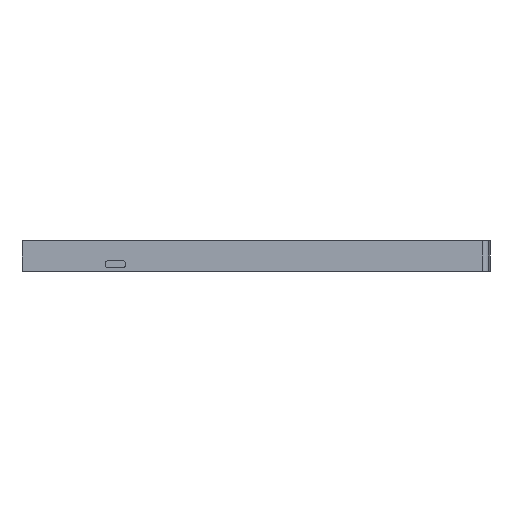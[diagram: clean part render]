
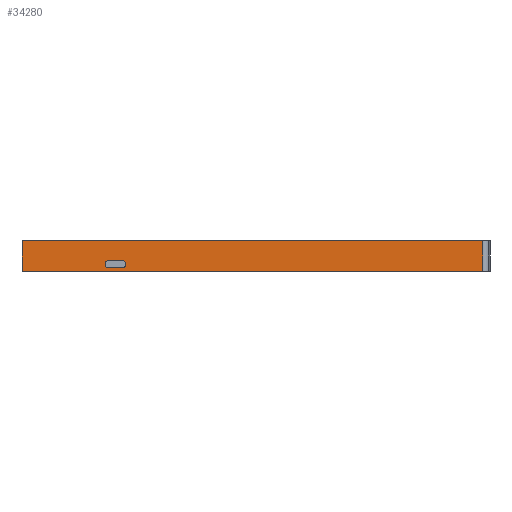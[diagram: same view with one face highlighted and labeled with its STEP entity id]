
A CAD part, front view. The second image highlights one B-rep face of the part: STEP entity #34280.
In plain terms, the highlighted face is planar.
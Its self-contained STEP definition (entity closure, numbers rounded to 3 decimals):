
#45=CIRCLE('',#35986,1.27);
#46=CIRCLE('',#35989,1.27);
#47=CIRCLE('',#35993,1.27);
#48=CIRCLE('',#35996,1.27);
#55=FACE_BOUND('',#2049,.T.);
#324=FACE_OUTER_BOUND('',#2048,.T.);
#2048=EDGE_LOOP('',(#22895,#22896,#22897,#22898));
#2049=EDGE_LOOP('',(#22899,#22900,#22901,#22902,#22903,#22904,#22905,#22906));
#3921=LINE('',#46188,#8943);
#4049=LINE('',#46445,#9071);
#4078=LINE('',#46516,#9100);
#4081=LINE('',#46524,#9103);
#4083=LINE('',#46529,#9105);
#4085=LINE('',#46535,#9107);
#4089=LINE('',#46548,#9111);
#4236=LINE('',#47028,#9258);
#8943=VECTOR('',#37698,10.);
#9071=VECTOR('',#37848,10.);
#9100=VECTOR('',#37913,10.);
#9103=VECTOR('',#37922,10.);
#9105=VECTOR('',#37926,10.);
#9107=VECTOR('',#37934,10.);
#9111=VECTOR('',#37948,10.);
#9258=VECTOR('',#38149,10.);
#13965=VERTEX_POINT('',#46186);
#13966=VERTEX_POINT('',#46187);
#14084=VERTEX_POINT('',#46444);
#14106=VERTEX_POINT('',#46508);
#14107=VERTEX_POINT('',#46510);
#14108=VERTEX_POINT('',#46514);
#14109=VERTEX_POINT('',#46518);
#14110=VERTEX_POINT('',#46522);
#14111=VERTEX_POINT('',#46526);
#14112=VERTEX_POINT('',#46528);
#14113=VERTEX_POINT('',#46534);
#14117=VERTEX_POINT('',#46546);
#17384=EDGE_CURVE('',#13965,#13966,#3921,.T.);
#17512=EDGE_CURVE('',#14084,#13965,#4049,.T.);
#17545=EDGE_CURVE('',#14107,#14106,#45,.T.);
#17548=EDGE_CURVE('',#14106,#14108,#4078,.T.);
#17550=EDGE_CURVE('',#14108,#14109,#46,.T.);
#17552=EDGE_CURVE('',#14109,#14110,#4081,.T.);
#17554=EDGE_CURVE('',#14112,#14111,#4083,.T.);
#17556=EDGE_CURVE('',#14110,#14112,#47,.T.);
#17557=EDGE_CURVE('',#14113,#14107,#4085,.T.);
#17559=EDGE_CURVE('',#14111,#14113,#48,.T.);
#17564=EDGE_CURVE('',#14117,#13966,#4089,.T.);
#17719=EDGE_CURVE('',#14084,#14117,#4236,.T.);
#22895=ORIENTED_EDGE('',*,*,#17384,.T.);
#22896=ORIENTED_EDGE('',*,*,#17564,.F.);
#22897=ORIENTED_EDGE('',*,*,#17719,.F.);
#22898=ORIENTED_EDGE('',*,*,#17512,.T.);
#22899=ORIENTED_EDGE('',*,*,#17554,.T.);
#22900=ORIENTED_EDGE('',*,*,#17559,.T.);
#22901=ORIENTED_EDGE('',*,*,#17557,.T.);
#22902=ORIENTED_EDGE('',*,*,#17545,.T.);
#22903=ORIENTED_EDGE('',*,*,#17548,.T.);
#22904=ORIENTED_EDGE('',*,*,#17550,.T.);
#22905=ORIENTED_EDGE('',*,*,#17552,.T.);
#22906=ORIENTED_EDGE('',*,*,#17556,.T.);
#32561=PLANE('',#36026);
#34280=ADVANCED_FACE('',(#324,#55),#32561,.T.);
#35986=AXIS2_PLACEMENT_3D('',#46511,#37907,#37908);
#35989=AXIS2_PLACEMENT_3D('',#46520,#37917,#37918);
#35993=AXIS2_PLACEMENT_3D('',#46532,#37930,#37931);
#35996=AXIS2_PLACEMENT_3D('',#46538,#37938,#37939);
#36026=AXIS2_PLACEMENT_3D('',#47027,#38147,#38148);
#37698=DIRECTION('',(0.,0.,-1.));
#37848=DIRECTION('',(1.,0.,0.));
#37907=DIRECTION('center_axis',(0.,-1.,0.));
#37908=DIRECTION('ref_axis',(-1.,0.,0.));
#37913=DIRECTION('',(0.,0.,-1.));
#37917=DIRECTION('center_axis',(0.,-1.,0.));
#37918=DIRECTION('ref_axis',(0.,0.,-1.));
#37922=DIRECTION('',(1.,0.,0.));
#37926=DIRECTION('',(0.,0.,1.));
#37930=DIRECTION('center_axis',(0.,-1.,0.));
#37931=DIRECTION('ref_axis',(1.,0.,0.));
#37934=DIRECTION('',(-1.,0.,0.));
#37938=DIRECTION('center_axis',(0.,-1.,0.));
#37939=DIRECTION('ref_axis',(0.,0.,1.));
#37948=DIRECTION('',(1.,0.,0.));
#38147=DIRECTION('center_axis',(0.,1.,0.));
#38148=DIRECTION('ref_axis',(1.,0.,0.));
#38149=DIRECTION('',(0.,0.,-1.));
#46186=CARTESIAN_POINT('',(209.55,4.5,0.7));
#46187=CARTESIAN_POINT('',(209.55,4.5,-13.2));
#46188=CARTESIAN_POINT('',(209.55,4.5,0.7));
#46444=CARTESIAN_POINT('',(-2.,4.5,0.7));
#46445=CARTESIAN_POINT('',(304.8,4.5,0.7));
#46508=CARTESIAN_POINT('',(162.067,4.5,-9.67));
#46510=CARTESIAN_POINT('',(163.337,4.5,-8.4));
#46511=CARTESIAN_POINT('Origin',(163.337,4.5,-9.67));
#46514=CARTESIAN_POINT('',(162.067,4.5,-10.33));
#46516=CARTESIAN_POINT('',(162.067,4.5,-4.485));
#46518=CARTESIAN_POINT('',(163.337,4.5,-11.6));
#46520=CARTESIAN_POINT('Origin',(163.337,4.5,-10.33));
#46522=CARTESIAN_POINT('',(170.037,4.5,-11.6));
#46524=CARTESIAN_POINT('',(80.669,4.5,-11.6));
#46526=CARTESIAN_POINT('',(171.307,4.5,-9.67));
#46528=CARTESIAN_POINT('',(171.307,4.5,-10.33));
#46529=CARTESIAN_POINT('',(171.307,4.5,-4.815));
#46532=CARTESIAN_POINT('Origin',(170.037,4.5,-10.33));
#46534=CARTESIAN_POINT('',(170.037,4.5,-8.4));
#46535=CARTESIAN_POINT('',(84.019,4.5,-8.4));
#46538=CARTESIAN_POINT('Origin',(170.037,4.5,-9.67));
#46546=CARTESIAN_POINT('',(-2.,4.5,-13.2));
#46548=CARTESIAN_POINT('',(81.153,4.5,-13.2));
#47027=CARTESIAN_POINT('Origin',(-2.,4.5,0.7));
#47028=CARTESIAN_POINT('',(-2.,4.5,0.7));
